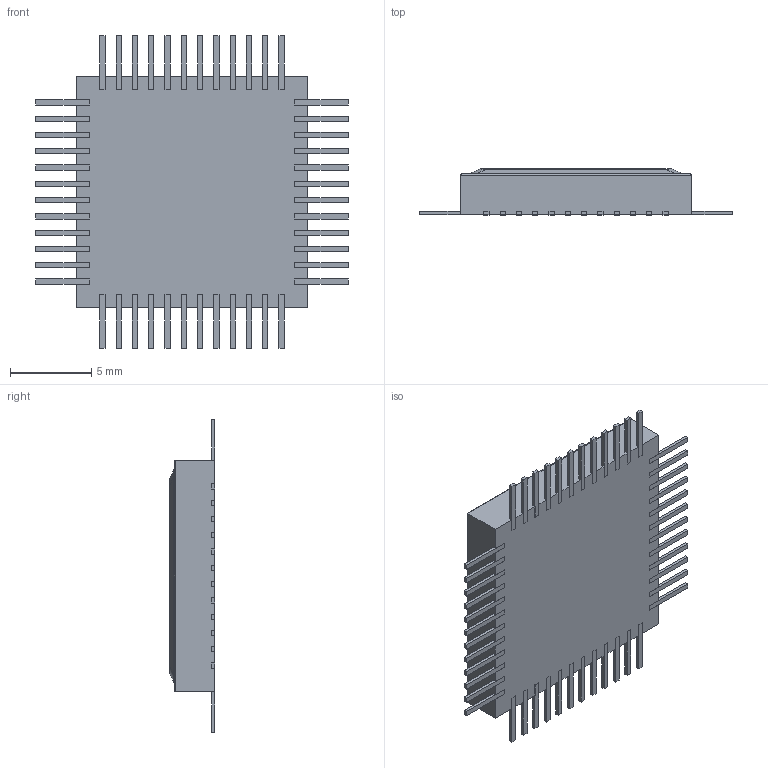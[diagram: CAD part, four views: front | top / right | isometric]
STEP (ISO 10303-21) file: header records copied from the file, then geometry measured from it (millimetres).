
FILE_DESCRIPTION (( 'STEP AP214' ), '1' );
FILE_NAME ('User Library-H16.48-2B.STEP', '2017-10-23T22:11:31', ( 'Windows User' ), ( '' ), 'SwSTEP 2.0', 'SolidWorks 2017', '' );
FILE_SCHEMA (( 'AUTOMOTIVE_DESIGN' ));
Length unit declared in the file: millimetre
Products named in the file (3): User Library-H16.48-2B_櫻蠉錪2; User Library-H16.48-2B_櫻蠉錪1; User Library-H16.48-2B
Assembly tree (49 placements, depth 2):
  User Library-H16.48-2B
    User Library-H16.48-2B_櫻蠉錪1
    User Library-H16.48-2B_櫻蠉錪2  x48
Bounding box: 19.2 x 2.8 x 19.2 mm (x, y, z)
Volume: 558.1 mm3; surface area: 732.4 mm2
Topology: 49 solids, 49 shells, 521 faces, 1246 edges, 824 vertices
Faces by surface type: plane 491, cylinder 16, bspline 14
Entity records: 10859 total; most frequent: CARTESIAN_POINT 1671, ORIENTED_EDGE 1364, DIRECTION 1226, EDGE_CURVE 682, VECTOR 628, LINE 628, VERTEX_POINT 448, AXIS2_PLACEMENT_3D 299
